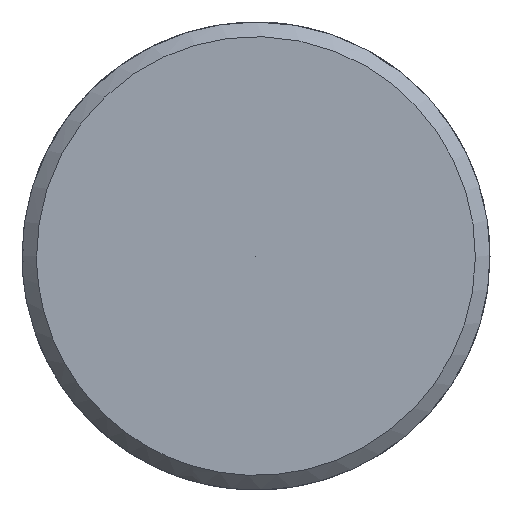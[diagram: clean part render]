
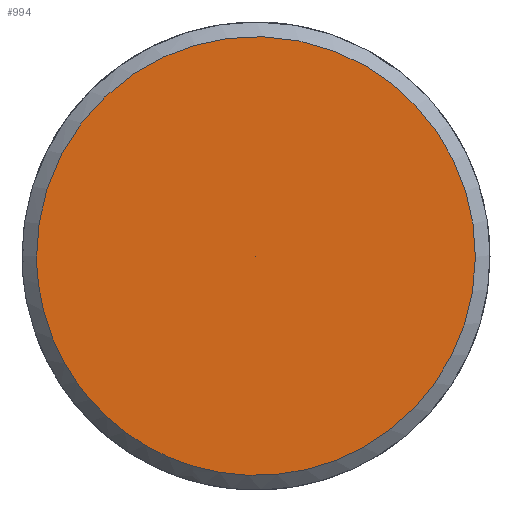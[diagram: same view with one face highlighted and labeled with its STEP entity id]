
A CAD part, left-side view. The second image highlights one B-rep face of the part: STEP entity #994.
In plain terms, the highlighted free-form (B-spline) face has degree [5, 1] with [6, 2] control points.
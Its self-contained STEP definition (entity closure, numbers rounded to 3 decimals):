
#922 = CARTESIAN_POINT ('', (-70., 3.75, 0.));
#923 = VERTEX_POINT ('', #922);
#933 = CARTESIAN_POINT ('', (-70., 3.75, 0.));
#934 = CARTESIAN_POINT ('', (-70., 3.75, 15.));
#935 = CARTESIAN_POINT ('', (-70., -11.25, 7.5));
#936 = CARTESIAN_POINT ('', (-70., -11.25, -7.5));
#937 = CARTESIAN_POINT ('', (-70., 3.75, -15.));
#938 = CARTESIAN_POINT ('', (-70., 3.75, 0.));
#939 = (
   BOUNDED_CURVE ()
   B_SPLINE_CURVE (5, (#933, #934, #935, #936, #937, #938), .UNSPECIFIED., .T., .U.)
   B_SPLINE_CURVE_WITH_KNOTS ((6, 6), (0., 1.), .UNSPECIFIED.)
   CURVE ()
   GEOMETRIC_REPRESENTATION_ITEM ()
   RATIONAL_B_SPLINE_CURVE ((5., 1., 1., 1., 1., 5.))
   REPRESENTATION_ITEM ('')
);
#940 = EDGE_CURVE ('', #923, #923, #939, .T.);
#970 = CARTESIAN_POINT ('', (-70., 0., 0.));
#971 = VERTEX_POINT ('', #970);
#972 = CARTESIAN_POINT ('', (-70., 3.75, 0.));
#973 = CARTESIAN_POINT ('', (-70., 0., 0.));
#974 = B_SPLINE_CURVE_WITH_KNOTS ('', 1, (#972, #973), .UNSPECIFIED., .F., .U., (2, 2), (0., 1.), .UNSPECIFIED.);
#975 = EDGE_CURVE ('', #923, #971, #974, .T.);
#976 = ORIENTED_EDGE ('', *, *, #975, .F.);
#977 = ORIENTED_EDGE ('', *, *, #940, .T.);
#978 = ORIENTED_EDGE ('', *, *, #975, .T.);
#979 = EDGE_LOOP ('', (#976, #977, #978));
#980 = FACE_OUTER_BOUND ('', #979, .F.);
#981 = CARTESIAN_POINT ('', (-70., 3.75, 0.));
#982 = CARTESIAN_POINT ('', (-70., 0., 0.));
#983 = CARTESIAN_POINT ('', (-70., 3.75, 15.));
#984 = CARTESIAN_POINT ('', (-70., 0., 0.));
#985 = CARTESIAN_POINT ('', (-70., -11.25, 7.5));
#986 = CARTESIAN_POINT ('', (-70., 0., 0.));
#987 = CARTESIAN_POINT ('', (-70., -11.25, -7.5));
#988 = CARTESIAN_POINT ('', (-70., 0., 0.));
#989 = CARTESIAN_POINT ('', (-70., 3.75, -15.));
#990 = CARTESIAN_POINT ('', (-70., 0., 0.));
#991 = CARTESIAN_POINT ('', (-70., 3.75, 0.));
#992 = CARTESIAN_POINT ('', (-70., 0., 0.));
#993 = (
   BOUNDED_SURFACE ()
   B_SPLINE_SURFACE (5, 1, ((#981, #982), (#983, #984), (#985, #986), (#987, #988), (#989, #990), (#991, #992)), .UNSPECIFIED., .T., .F., .U.)
   B_SPLINE_SURFACE_WITH_KNOTS ((6, 6), (2, 2), (0., 1.), (0., 1.), .UNSPECIFIED.)
   SURFACE ()
   GEOMETRIC_REPRESENTATION_ITEM ()
   RATIONAL_B_SPLINE_SURFACE (((5., 5.), (1., 1.), (1., 1.), (1., 1.), (1., 1.), (5., 5.)))
   REPRESENTATION_ITEM ('')
);
#994 = ADVANCED_FACE ('', (#980), #993, .F.);
